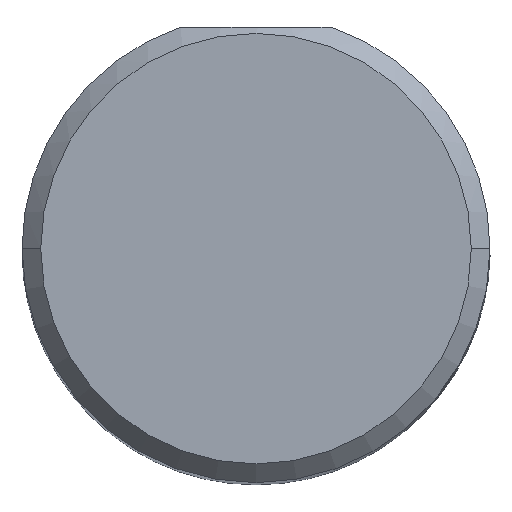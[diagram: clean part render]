
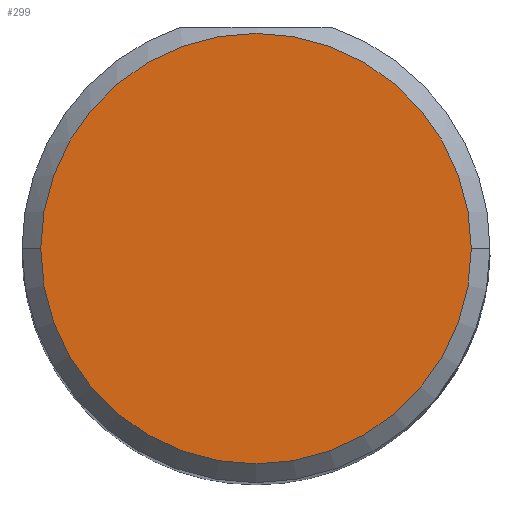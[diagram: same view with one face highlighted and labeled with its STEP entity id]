
A CAD part, top view. The second image highlights one B-rep face of the part: STEP entity #299.
In plain terms, the highlighted planar face has unit normal (0, 0, 1).
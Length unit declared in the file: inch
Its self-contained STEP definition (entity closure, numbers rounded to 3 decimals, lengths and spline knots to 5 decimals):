
#9 = CARTESIAN_POINT ( 'NONE',  ( 0., 0., 4. ) ) ;
#13 = DIRECTION ( 'NONE',  ( 1., 0., 0. ) ) ;
#40 = AXIS2_PLACEMENT_3D ( 'NONE', #351, #148, #155 ) ;
#42 = EDGE_CURVE ( 'NONE', #505, #415, #436, .T. ) ;
#48 = CIRCLE ( 'NONE', #40, 0.1725 ) ;
#69 = DIRECTION ( 'NONE',  ( 1., 0., 0. ) ) ;
#93 = CARTESIAN_POINT ( 'NONE',  ( 0., 0., 4. ) ) ;
#96 = ORIENTED_EDGE ( 'NONE', *, *, #42, .T. ) ;
#133 = AXIS2_PLACEMENT_3D ( 'NONE', #93, #474, #69 ) ;
#139 = EDGE_CURVE ( 'NONE', #415, #505, #48, .T. ) ;
#148 = DIRECTION ( 'NONE',  ( 0., 0., 1. ) ) ;
#155 = DIRECTION ( 'NONE',  ( 1., 0., 0. ) ) ;
#281 = ORIENTED_EDGE ( 'NONE', *, *, #139, .T. ) ;
#297 = PLANE ( 'NONE',  #373 ) ;
#299 = ADVANCED_FACE ( 'NONE', ( #492 ), #297, .T. ) ;
#351 = CARTESIAN_POINT ( 'NONE',  ( 0., 0., 4. ) ) ;
#356 = CARTESIAN_POINT ( 'NONE',  ( 0.1725, 0., 4. ) ) ;
#373 = AXIS2_PLACEMENT_3D ( 'NONE', #9, #423, #13 ) ;
#415 = VERTEX_POINT ( 'NONE', #438 ) ;
#419 = EDGE_LOOP ( 'NONE', ( #281, #96 ) ) ;
#423 = DIRECTION ( 'NONE',  ( 0., 0., 1. ) ) ;
#436 = CIRCLE ( 'NONE', #133, 0.1725 ) ;
#438 = CARTESIAN_POINT ( 'NONE',  ( -0.1725, 0., 4. ) ) ;
#474 = DIRECTION ( 'NONE',  ( 0., 0., 1. ) ) ;
#492 = FACE_OUTER_BOUND ( 'NONE', #419, .T. ) ;
#505 = VERTEX_POINT ( 'NONE', #356 ) ;
